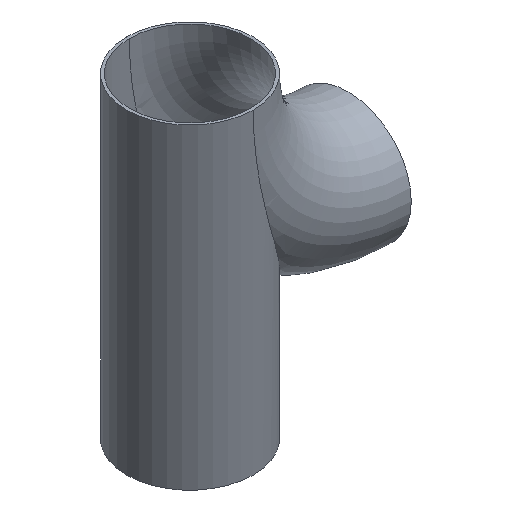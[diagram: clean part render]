
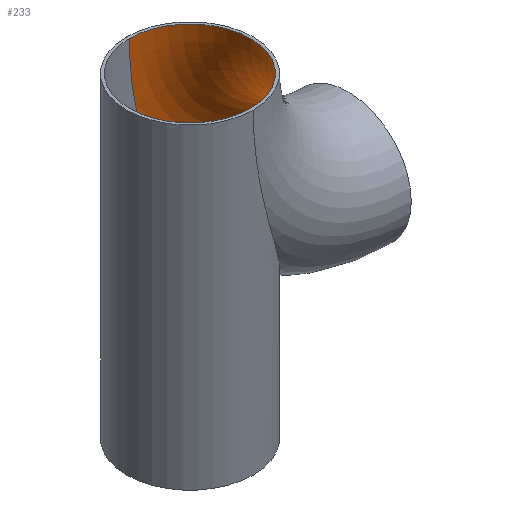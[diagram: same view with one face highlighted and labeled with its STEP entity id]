
A CAD part, isometric view. The second image highlights one B-rep face of the part: STEP entity #233.
In plain terms, the highlighted toroidal (fillet/blend) face has major radius 95 mm and minor radius 36.4 mm.
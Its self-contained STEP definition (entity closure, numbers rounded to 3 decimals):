
#73=CARTESIAN_POINT('',(0.,36.4,0.));
#74=VERTEX_POINT('',#73);
#75=CARTESIAN_POINT('',(0.,-36.4,0.));
#76=VERTEX_POINT('',#75);
#77=CARTESIAN_POINT('',(0.,36.4,0.));
#78=CARTESIAN_POINT('',(0.,36.4,-0.164));
#79=CARTESIAN_POINT('',(0.,36.4,-0.327));
#80=CARTESIAN_POINT('',(0.001,36.4,-0.491));
#81=CARTESIAN_POINT('',(0.02,36.4,-8.08));
#82=CARTESIAN_POINT('',(0.493,36.405,-15.265));
#83=CARTESIAN_POINT('',(1.278,36.378,-22.033));
#84=CARTESIAN_POINT('',(1.792,36.359,-26.472));
#85=CARTESIAN_POINT('',(2.442,36.326,-30.731));
#86=CARTESIAN_POINT('',(3.189,36.26,-34.809));
#87=CARTESIAN_POINT('',(3.636,36.221,-37.25));
#88=CARTESIAN_POINT('',(4.118,36.17,-39.626));
#89=CARTESIAN_POINT('',(4.628,36.105,-41.935));
#90=CARTESIAN_POINT('',(4.909,36.069,-43.207));
#91=CARTESIAN_POINT('',(5.198,36.028,-44.462));
#92=CARTESIAN_POINT('',(5.498,35.982,-45.706));
#93=CARTESIAN_POINT('',(7.915,35.613,-55.757));
#94=CARTESIAN_POINT('',(10.945,34.896,-65.041));
#95=CARTESIAN_POINT('',(14.209,33.512,-73.482));
#96=CARTESIAN_POINT('',(15.296,33.051,-76.292));
#97=CARTESIAN_POINT('',(16.409,32.517,-79.009));
#98=CARTESIAN_POINT('',(17.535,31.898,-81.629));
#99=CARTESIAN_POINT('',(18.011,31.636,-82.738));
#100=CARTESIAN_POINT('',(18.49,31.359,-83.829));
#101=CARTESIAN_POINT('',(18.97,31.066,-84.903));
#102=CARTESIAN_POINT('',(19.473,30.759,-86.029));
#103=CARTESIAN_POINT('',(19.974,30.436,-87.129));
#104=CARTESIAN_POINT('',(20.47,30.099,-88.197));
#105=CARTESIAN_POINT('',(22.5,28.718,-92.569));
#106=CARTESIAN_POINT('',(24.444,27.094,-96.438));
#107=CARTESIAN_POINT('',(26.23,25.238,-99.836));
#108=CARTESIAN_POINT('',(27.069,24.366,-101.433));
#109=CARTESIAN_POINT('',(27.873,23.444,-102.925));
#110=CARTESIAN_POINT('',(28.636,22.471,-104.315));
#111=CARTESIAN_POINT('',(29.3,21.624,-105.526));
#112=CARTESIAN_POINT('',(29.931,20.743,-106.653));
#113=CARTESIAN_POINT('',(30.52,19.836,-107.693));
#114=CARTESIAN_POINT('',(31.793,17.878,-109.938));
#115=CARTESIAN_POINT('',(32.879,15.793,-111.787));
#116=CARTESIAN_POINT('',(33.756,13.619,-113.258));
#117=CARTESIAN_POINT('',(34.007,12.997,-113.679));
#118=CARTESIAN_POINT('',(34.241,12.369,-114.069));
#119=CARTESIAN_POINT('',(34.462,11.72,-114.435));
#120=CARTESIAN_POINT('',(34.872,10.512,-115.117));
#121=CARTESIAN_POINT('',(35.233,9.244,-115.709));
#122=CARTESIAN_POINT('',(35.528,7.92,-116.192));
#123=CARTESIAN_POINT('',(35.7,7.148,-116.474));
#124=CARTESIAN_POINT('',(35.85,6.356,-116.718));
#125=CARTESIAN_POINT('',(35.975,5.547,-116.921));
#126=CARTESIAN_POINT('',(36.109,4.674,-117.139));
#127=CARTESIAN_POINT('',(36.213,3.789,-117.308));
#128=CARTESIAN_POINT('',(36.285,2.897,-117.423));
#129=CARTESIAN_POINT('',(36.368,1.857,-117.557));
#130=CARTESIAN_POINT('',(36.406,0.806,-117.62));
#131=CARTESIAN_POINT('',(36.399,-0.252,-117.608));
#132=CARTESIAN_POINT('',(36.394,-0.948,-117.6));
#133=CARTESIAN_POINT('',(36.369,-1.644,-117.56));
#134=CARTESIAN_POINT('',(36.325,-2.332,-117.489));
#135=CARTESIAN_POINT('',(36.245,-3.574,-117.36));
#136=CARTESIAN_POINT('',(36.103,-4.795,-117.129));
#137=CARTESIAN_POINT('',(35.904,-5.99,-116.805));
#138=CARTESIAN_POINT('',(35.743,-6.953,-116.544));
#139=CARTESIAN_POINT('',(35.545,-7.9,-116.22));
#140=CARTESIAN_POINT('',(35.317,-8.813,-115.847));
#141=CARTESIAN_POINT('',(34.719,-11.208,-114.866));
#142=CARTESIAN_POINT('',(33.915,-13.397,-113.534));
#143=CARTESIAN_POINT('',(32.997,-15.367,-111.977));
#144=CARTESIAN_POINT('',(31.807,-17.923,-109.958));
#145=CARTESIAN_POINT('',(30.426,-20.119,-107.558));
#146=CARTESIAN_POINT('',(29.002,-21.997,-104.979));
#147=CARTESIAN_POINT('',(28.736,-22.347,-104.499));
#148=CARTESIAN_POINT('',(28.469,-22.686,-104.012));
#149=CARTESIAN_POINT('',(28.201,-23.014,-103.521));
#150=CARTESIAN_POINT('',(27.921,-23.358,-103.005));
#151=CARTESIAN_POINT('',(27.635,-23.695,-102.478));
#152=CARTESIAN_POINT('',(27.345,-24.026,-101.936));
#153=CARTESIAN_POINT('',(25.983,-25.575,-99.399));
#154=CARTESIAN_POINT('',(24.513,-26.983,-96.565));
#155=CARTESIAN_POINT('',(22.963,-28.243,-93.413));
#156=CARTESIAN_POINT('',(22.034,-28.998,-91.524));
#157=CARTESIAN_POINT('',(21.077,-29.7,-89.52));
#158=CARTESIAN_POINT('',(20.1,-30.347,-87.395));
#159=CARTESIAN_POINT('',(19.647,-30.647,-86.412));
#160=CARTESIAN_POINT('',(19.194,-30.932,-85.41));
#161=CARTESIAN_POINT('',(18.742,-31.204,-84.393));
#162=CARTESIAN_POINT('',(16.25,-32.701,-78.782));
#163=CARTESIAN_POINT('',(13.785,-33.775,-72.677));
#164=CARTESIAN_POINT('',(11.491,-34.539,-66.08));
#165=CARTESIAN_POINT('',(10.55,-34.852,-63.373));
#166=CARTESIAN_POINT('',(9.637,-35.113,-60.584));
#167=CARTESIAN_POINT('',(8.765,-35.329,-57.712));
#168=CARTESIAN_POINT('',(8.219,-35.465,-55.913));
#169=CARTESIAN_POINT('',(7.686,-35.583,-54.076));
#170=CARTESIAN_POINT('',(7.18,-35.685,-52.235));
#171=CARTESIAN_POINT('',(5.716,-35.979,-46.91));
#172=CARTESIAN_POINT('',(4.457,-36.141,-41.515));
#173=CARTESIAN_POINT('',(3.422,-36.239,-36.059));
#174=CARTESIAN_POINT('',(2.401,-36.335,-30.678));
#175=CARTESIAN_POINT('',(1.597,-36.369,-25.233));
#176=CARTESIAN_POINT('',(1.028,-36.385,-19.766));
#177=CARTESIAN_POINT('',(0.363,-36.404,-13.371));
#178=CARTESIAN_POINT('',(0.017,-36.4,-6.939));
#179=CARTESIAN_POINT('',(0.001,-36.4,-0.491));
#180=CARTESIAN_POINT('',(0.,-36.4,-0.327));
#181=CARTESIAN_POINT('',(0.,-36.4,-0.164));
#182=CARTESIAN_POINT('',(0.,-36.4,0.));
#183=B_SPLINE_CURVE_WITH_KNOTS('',3,(#77,#78,#79,#80,#81,#82,#83,#84,#85,#86,#87,#88,#89,#90,#91,#92,#93,#94,#95,#96,#97,#98,#99,#100,#101,#102,#103,#104,#105,#106,#107,#108,#109,#110,#111,#112,#113,#114,#115,#116,#117,#118,#119,#120,#121,#122,#123,#124,#125,#126,#127,#128,#129,#130,#131,#132,#133,#134,#135,#136,#137,#138,#139,#140,#141,#142,#143,#144,#145,#146,#147,#148,#149,#150,#151,#152,#153,#154,#155,#156,#157,#158,#159,#160,#161,#162,#163,#164,#165,#166,#167,#168,#169,#170,#171,#172,#173,#174,#175,#176,#177,#178,#179,#180,#181,#182),.UNSPECIFIED.,.F.,.U.,(4,3,3,3,3,3,3,3,3,3,3,3,3,3,3,3,3,3,3,3,3,3,3,3,3,3,3,3,3,3,3,3,3,3,3,4),(-29.909,-29.879,-28.52,-27.629,-27.095,-26.802,-24.429,-23.64,-23.306,-22.955,-21.52,-20.847,-20.26,-18.994,-18.631,-17.957,-17.563,-17.14,-16.645,-16.32,-15.734,-15.261,-14.019,-12.409,-12.109,-11.795,-10.32,-9.437,-9.028,-6.771,-5.845,-5.265,-3.588,-1.934,0.0,0.049),.UNSPECIFIED.);
#184=EDGE_CURVE('',#74,#76,#183,.T.);
#207=CARTESIAN_POINT('',(95.0,0.0,0.));
#208=DIRECTION('',(0.0,1.0,0.0));
#209=DIRECTION('',(0.0,0.0,1.0));
#210=AXIS2_PLACEMENT_3D('',#207,#208,#209);
#211=TOROIDAL_SURFACE('',#210,95.0,36.4);
#212=CARTESIAN_POINT('',(95.,0.,-58.6));
#213=VERTEX_POINT('',#212);
#214=CARTESIAN_POINT('',(95.,0.0,-95.));
#215=DIRECTION('',(-1.0,0.0,0.0));
#216=DIRECTION('',(0.0,0.0,-1.0));
#217=AXIS2_PLACEMENT_3D('',#214,#215,#216);
#218=CIRCLE('',#217,36.4);
#219=EDGE_CURVE('',#213,#213,#218,.T.);
#220=ORIENTED_EDGE('',*,*,#219,.F.);
#221=EDGE_LOOP('',(#220));
#222=FACE_OUTER_BOUND('',#221,.T.);
#223=ORIENTED_EDGE('',*,*,#184,.T.);
#224=CARTESIAN_POINT('',(0.0,0.0,0.));
#225=DIRECTION('',(0.0,0.0,-1.0));
#226=DIRECTION('',(-1.0,0.0,0.0));
#227=AXIS2_PLACEMENT_3D('',#224,#225,#226);
#228=CIRCLE('',#227,36.4);
#229=EDGE_CURVE('',#74,#76,#228,.T.);
#230=ORIENTED_EDGE('',*,*,#229,.F.);
#231=EDGE_LOOP('',(#223,#230));
#232=FACE_BOUND('',#231,.T.);
#233=ADVANCED_FACE('',(#222,#232),#211,.F.);
